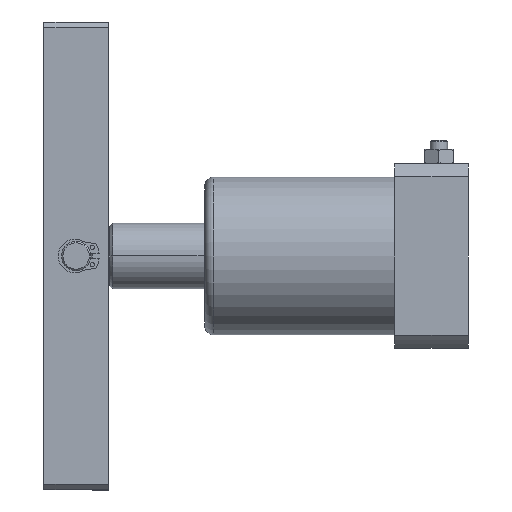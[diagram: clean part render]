
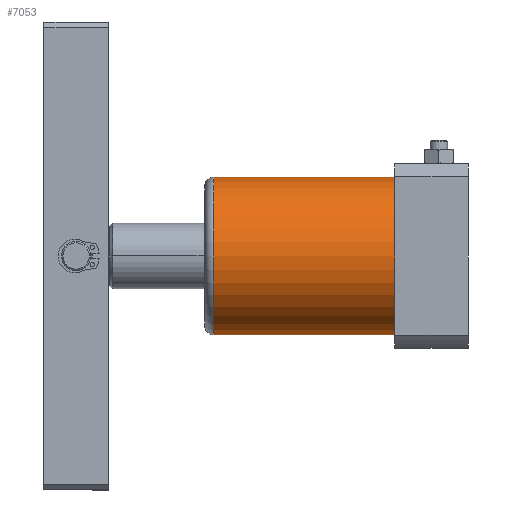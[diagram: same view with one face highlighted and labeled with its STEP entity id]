
A CAD part, left-side view. The second image highlights one B-rep face of the part: STEP entity #7053.
In plain terms, the highlighted cylindrical face has radius 27 mm (diameter 54 mm), a partial arc.
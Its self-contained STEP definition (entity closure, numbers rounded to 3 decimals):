
#392 = DIRECTION ( 'NONE',  ( 0., -1., 0. ) ) ;
#399 = CARTESIAN_POINT ( 'NONE',  ( 0., 90., -27. ) ) ;
#696 = LINE ( 'NONE', #1866, #699 ) ;
#699 = VECTOR ( 'NONE', #1865, 1000. ) ;
#1516 = EDGE_LOOP ( 'NONE', ( #4696, #4697, #4698, #4699 ) ) ;
#1749 = DIRECTION ( 'NONE',  ( 0., -1., 0. ) ) ;
#1750 = DIRECTION ( 'NONE',  ( 0., 0., 1. ) ) ;
#1757 = CARTESIAN_POINT ( 'NONE',  ( 0., 87., 0. ) ) ;
#1865 = DIRECTION ( 'NONE',  ( 0., -1., 0. ) ) ;
#1866 = CARTESIAN_POINT ( 'NONE',  ( 0., 90., 27. ) ) ;
#2155 = DIRECTION ( 'NONE',  ( 0., 0., -1. ) ) ;
#2159 = CARTESIAN_POINT ( 'NONE',  ( 0., 25., 0. ) ) ;
#2160 = DIRECTION ( 'NONE',  ( 0., 1., 0. ) ) ;
#2785 = VERTEX_POINT ( 'NONE', #3061 ) ;
#2786 = VERTEX_POINT ( 'NONE', #3057 ) ;
#2792 = VERTEX_POINT ( 'NONE', #3054 ) ;
#2794 = VERTEX_POINT ( 'NONE', #3051 ) ;
#2917 = CIRCLE ( 'NONE', #6543, 27. ) ;
#2935 = LINE ( 'NONE', #399, #2942 ) ;
#2942 = VECTOR ( 'NONE', #392, 1000. ) ;
#2980 = CIRCLE ( 'NONE', #6554, 27. ) ;
#3051 = CARTESIAN_POINT ( 'NONE',  ( 0., 25., -27. ) ) ;
#3054 = CARTESIAN_POINT ( 'NONE',  ( 0., 25., 27. ) ) ;
#3057 = CARTESIAN_POINT ( 'NONE',  ( 0., 87., 27. ) ) ;
#3061 = CARTESIAN_POINT ( 'NONE',  ( 0., 87., -27. ) ) ;
#3383 = FACE_OUTER_BOUND ( 'NONE', #1516, .T. ) ;
#3392 = CYLINDRICAL_SURFACE ( 'NONE', #6830, 27. ) ;
#3581 = EDGE_CURVE ( 'NONE', #2786, #2785, #2917, .T. ) ;
#3596 = EDGE_CURVE ( 'NONE', #2785, #2794, #2935, .T. ) ;
#3629 = EDGE_CURVE ( 'NONE', #2794, #2792, #2980, .T. ) ;
#3741 = EDGE_CURVE ( 'NONE', #2786, #2792, #696, .T. ) ;
#4696 = ORIENTED_EDGE ( 'NONE', *, *, #3741, .F. ) ;
#4697 = ORIENTED_EDGE ( 'NONE', *, *, #3581, .T. ) ;
#4698 = ORIENTED_EDGE ( 'NONE', *, *, #3596, .T. ) ;
#4699 = ORIENTED_EDGE ( 'NONE', *, *, #3629, .T. ) ;
#6155 = DIRECTION ( 'NONE',  ( 0., 0., -1. ) ) ;
#6158 = DIRECTION ( 'NONE',  ( 0., -1., 0. ) ) ;
#6159 = CARTESIAN_POINT ( 'NONE',  ( 0., 90., 0. ) ) ;
#6543 = AXIS2_PLACEMENT_3D ( 'NONE', #1757, #1749, #1750 ) ;
#6554 = AXIS2_PLACEMENT_3D ( 'NONE', #2159, #2160, #2155 ) ;
#6830 = AXIS2_PLACEMENT_3D ( 'NONE', #6159, #6158, #6155 ) ;
#7053 = ADVANCED_FACE ( 'NONE', ( #3383 ), #3392, .T. ) ;
